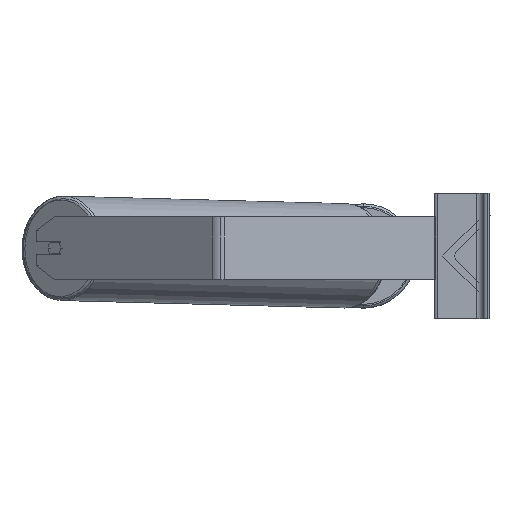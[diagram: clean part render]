
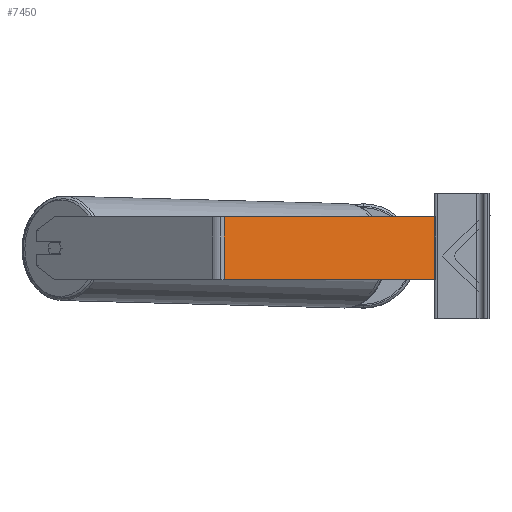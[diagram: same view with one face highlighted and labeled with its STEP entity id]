
A CAD part, left-side view. The second image highlights one B-rep face of the part: STEP entity #7450.
In plain terms, the highlighted planar face has unit normal (-0.966, -0.259, 0).
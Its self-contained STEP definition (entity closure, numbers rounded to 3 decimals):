
#30 = CARTESIAN_POINT ( 'NONE',  ( -959.832, 278.544, 50. ) ) ;
#359 = ORIENTED_EDGE ( 'NONE', *, *, #4808, .T. ) ;
#628 = CARTESIAN_POINT ( 'NONE',  ( -959.832, 278.544, 50. ) ) ;
#982 = CARTESIAN_POINT ( 'NONE',  ( -959.832, 278.544, -30. ) ) ;
#1321 = VECTOR ( 'NONE', #9553, 1000. ) ;
#1534 = ORIENTED_EDGE ( 'NONE', *, *, #1631, .F. ) ;
#1631 = EDGE_CURVE ( 'NONE', #4358, #2854, #4996, .T. ) ;
#1824 = FACE_OUTER_BOUND ( 'NONE', #11038, .T. ) ;
#1855 = ORIENTED_EDGE ( 'NONE', *, *, #4263, .F. ) ;
#2068 = VECTOR ( 'NONE', #9646, 1000. ) ;
#2854 = VERTEX_POINT ( 'NONE', #7073 ) ;
#4034 = LINE ( 'NONE', #628, #1321 ) ;
#4263 = EDGE_CURVE ( 'NONE', #2854, #9243, #10453, .T. ) ;
#4332 = CARTESIAN_POINT ( 'NONE',  ( -961.987, 286.589, 50. ) ) ;
#4358 = VERTEX_POINT ( 'NONE', #30 ) ;
#4808 = EDGE_CURVE ( 'NONE', #4358, #7395, #4034, .T. ) ;
#4996 = LINE ( 'NONE', #9431, #9911 ) ;
#6596 = LINE ( 'NONE', #10037, #9656 ) ;
#6712 = DIRECTION ( 'NONE',  ( 0.259, -0.966, 0. ) ) ;
#6850 = ORIENTED_EDGE ( 'NONE', *, *, #8143, .T. ) ;
#7061 = CARTESIAN_POINT ( 'NONE',  ( -887.727, 9.447, 50. ) ) ;
#7073 = CARTESIAN_POINT ( 'NONE',  ( -887.727, 9.447, 50. ) ) ;
#7271 = CARTESIAN_POINT ( 'NONE',  ( -887.727, 9.447, -30. ) ) ;
#7395 = VERTEX_POINT ( 'NONE', #982 ) ;
#7450 = ADVANCED_FACE ( 'NONE', ( #1824 ), #7883, .F. ) ;
#7777 = DIRECTION ( 'NONE',  ( 0.966, 0.259, 0. ) ) ;
#7883 = PLANE ( 'NONE',  #10051 ) ;
#8143 = EDGE_CURVE ( 'NONE', #7395, #9243, #6596, .T. ) ;
#8433 = DIRECTION ( 'NONE',  ( 0.259, -0.966, 0. ) ) ;
#9243 = VERTEX_POINT ( 'NONE', #7271 ) ;
#9431 = CARTESIAN_POINT ( 'NONE',  ( -961.987, 286.589, 50. ) ) ;
#9553 = DIRECTION ( 'NONE',  ( 0., 0., -1. ) ) ;
#9646 = DIRECTION ( 'NONE',  ( 0., 0., -1. ) ) ;
#9656 = VECTOR ( 'NONE', #6712, 1000. ) ;
#9675 = DIRECTION ( 'NONE',  ( -0.259, 0.966, 0. ) ) ;
#9911 = VECTOR ( 'NONE', #8433, 1000. ) ;
#10037 = CARTESIAN_POINT ( 'NONE',  ( -961.987, 286.589, -30. ) ) ;
#10051 = AXIS2_PLACEMENT_3D ( 'NONE', #4332, #7777, #9675 ) ;
#10453 = LINE ( 'NONE', #7061, #2068 ) ;
#11038 = EDGE_LOOP ( 'NONE', ( #6850, #1855, #1534, #359 ) ) ;
